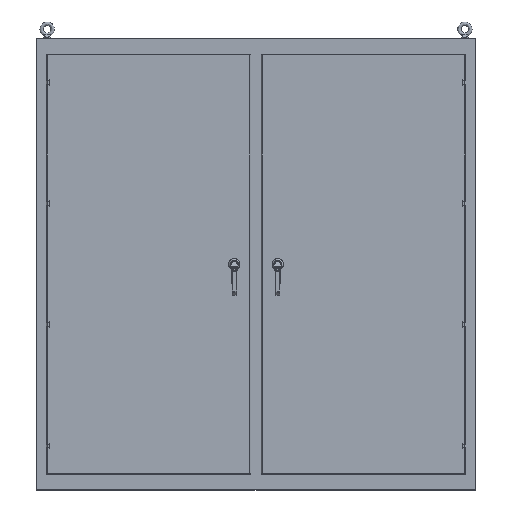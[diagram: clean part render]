
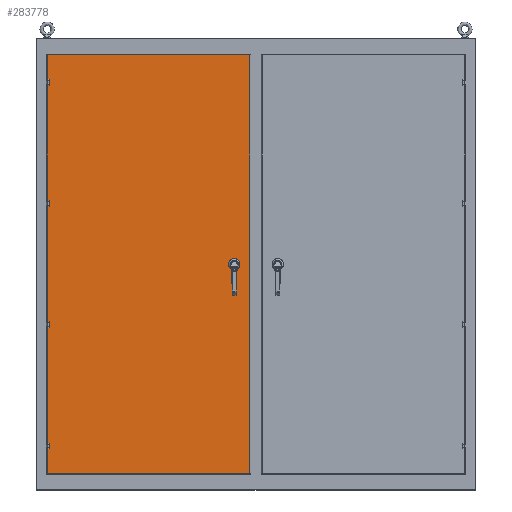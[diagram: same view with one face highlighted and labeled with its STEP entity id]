
A CAD part, top view. The second image highlights one B-rep face of the part: STEP entity #283778.
In plain terms, the highlighted planar face has unit normal (0, 0, 1).
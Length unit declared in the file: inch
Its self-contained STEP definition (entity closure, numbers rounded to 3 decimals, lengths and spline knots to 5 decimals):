
#2182 = VECTOR ( 'NONE', #191234, 39.37008 ) ;
#4542 = ORIENTED_EDGE ( 'NONE', *, *, #322773, .F. ) ;
#11701 = CARTESIAN_POINT ( 'NONE',  ( -1.0753, -37.1122, 10.058 ) ) ;
#12282 = EDGE_CURVE ( 'NONE', #25940, #241127, #80852, .T. ) ;
#25940 = VERTEX_POINT ( 'NONE', #86385 ) ;
#27225 = CIRCLE ( 'NONE', #217710, 0.22146 ) ;
#32978 = CARTESIAN_POINT ( 'NONE',  ( -1.0753, 0., 10.058 ) ) ;
#46005 = PLANE ( 'NONE',  #323034 ) ;
#46249 = EDGE_LOOP ( 'NONE', ( #4542 ) ) ;
#47778 = DIRECTION ( 'NONE',  ( -1., 0., 0. ) ) ;
#52254 = DIRECTION ( 'NONE',  ( 0., 0., 1. ) ) ;
#53091 = FACE_OUTER_BOUND ( 'NONE', #63456, .T. ) ;
#63456 = EDGE_LOOP ( 'NONE', ( #326461, #125421, #342921, #298239 ) ) ;
#79347 = CARTESIAN_POINT ( 'NONE',  ( -3.84301, 0., 10.058 ) ) ;
#80852 = LINE ( 'NONE', #196559, #2182 ) ;
#82959 = EDGE_CURVE ( 'NONE', #113799, #167589, #334096, .T. ) ;
#83827 = EDGE_CURVE ( 'NONE', #241127, #113799, #230091, .T. ) ;
#83896 = CARTESIAN_POINT ( 'NONE',  ( -36.98711, -37.1122, 10.058 ) ) ;
#86385 = CARTESIAN_POINT ( 'NONE',  ( -36.98711, 37.1122, 10.058 ) ) ;
#98653 = DIRECTION ( 'NONE',  ( 0., 1., 0. ) ) ;
#106807 = DIRECTION ( 'NONE',  ( -1., 0., 0. ) ) ;
#110086 = DIRECTION ( 'NONE',  ( 1., 0., 0. ) ) ;
#113799 = VERTEX_POINT ( 'NONE', #11701 ) ;
#123468 = VECTOR ( 'NONE', #98653, 39.37008 ) ;
#125421 = ORIENTED_EDGE ( 'NONE', *, *, #83827, .F. ) ;
#126571 = VERTEX_POINT ( 'NONE', #238703 ) ;
#136228 = DIRECTION ( 'NONE',  ( 0., 0., -1. ) ) ;
#143246 = DIRECTION ( 'NONE',  ( 0., -1., 0. ) ) ;
#167589 = VERTEX_POINT ( 'NONE', #83896 ) ;
#185231 = CARTESIAN_POINT ( 'NONE',  ( -19.0312, 0., 10.058 ) ) ;
#191234 = DIRECTION ( 'NONE',  ( 1., 0., 0. ) ) ;
#196559 = CARTESIAN_POINT ( 'NONE',  ( -19.0312, 37.1122, 10.058 ) ) ;
#217710 = AXIS2_PLACEMENT_3D ( 'NONE', #79347, #52254, #110086 ) ;
#223742 = CARTESIAN_POINT ( 'NONE',  ( -19.0312, -37.1122, 10.058 ) ) ;
#230091 = LINE ( 'NONE', #32978, #350854 ) ;
#237919 = LINE ( 'NONE', #239669, #123468 ) ;
#238703 = CARTESIAN_POINT ( 'NONE',  ( -3.62156, 0., 10.058 ) ) ;
#239669 = CARTESIAN_POINT ( 'NONE',  ( -36.98711, 0., 10.058 ) ) ;
#241127 = VERTEX_POINT ( 'NONE', #354013 ) ;
#259872 = EDGE_CURVE ( 'NONE', #167589, #25940, #237919, .T. ) ;
#271319 = VECTOR ( 'NONE', #106807, 39.37008 ) ;
#273770 = FACE_BOUND ( 'NONE', #46249, .T. ) ;
#283778 = ADVANCED_FACE ( 'NONE', ( #53091, #273770 ), #46005, .F. ) ;
#298239 = ORIENTED_EDGE ( 'NONE', *, *, #259872, .F. ) ;
#322773 = EDGE_CURVE ( 'NONE', #126571, #126571, #27225, .T. ) ;
#323034 = AXIS2_PLACEMENT_3D ( 'NONE', #185231, #136228, #47778 ) ;
#326461 = ORIENTED_EDGE ( 'NONE', *, *, #82959, .F. ) ;
#334096 = LINE ( 'NONE', #223742, #271319 ) ;
#342921 = ORIENTED_EDGE ( 'NONE', *, *, #12282, .F. ) ;
#350854 = VECTOR ( 'NONE', #143246, 39.37008 ) ;
#354013 = CARTESIAN_POINT ( 'NONE',  ( -1.0753, 37.1122, 10.058 ) ) ;
